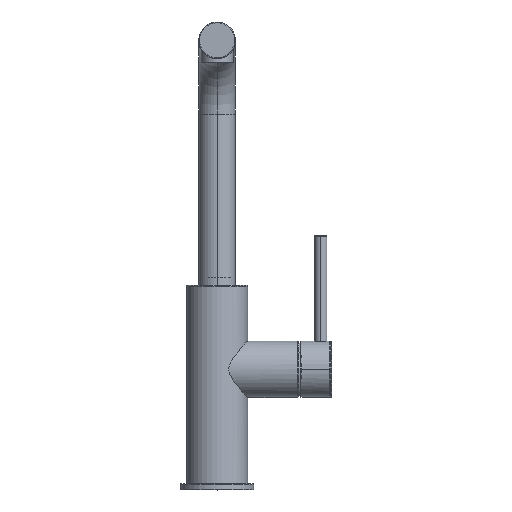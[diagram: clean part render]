
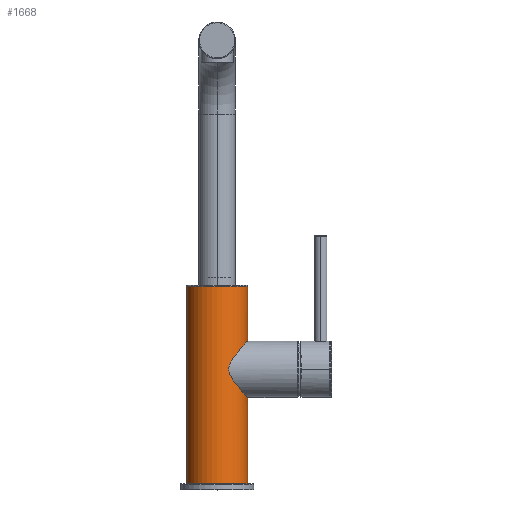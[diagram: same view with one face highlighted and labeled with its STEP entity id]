
A CAD part, top view. The second image highlights one B-rep face of the part: STEP entity #1668.
In plain terms, the highlighted cylindrical face has radius 20 mm (diameter 40 mm), a partial arc.
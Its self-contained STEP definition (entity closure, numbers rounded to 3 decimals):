
#1668=ADVANCED_FACE('',(#2700,#2701),#2702,.T.);
#2700=FACE_OUTER_BOUND('',#4578,.T.);
#2701=FACE_BOUND('',#4579,.T.);
#2702=CYLINDRICAL_SURFACE('',#4580,20.0);
#4578=EDGE_LOOP('',(#8013,#8014,#8015,#8016,#8017,#8018));
#4579=EDGE_LOOP('',(#8019,#8020));
#4580=AXIS2_PLACEMENT_3D('',#8021,#8022,#8023);
#8013=ORIENTED_EDGE('',*,*,#9778,.F.);
#8014=ORIENTED_EDGE('',*,*,#9779,.F.);
#8015=ORIENTED_EDGE('',*,*,#9780,.T.);
#8016=ORIENTED_EDGE('',*,*,#9781,.T.);
#8017=ORIENTED_EDGE('',*,*,#9782,.F.);
#8018=ORIENTED_EDGE('',*,*,#9783,.T.);
#8019=ORIENTED_EDGE('',*,*,#9784,.F.);
#8020=ORIENTED_EDGE('',*,*,#9777,.F.);
#8021=CARTESIAN_POINT('',(0.0,136.5,0.0));
#8022=DIRECTION('',(0.0,1.0,-0.0));
#8023=DIRECTION('',(-1.0,0.0,0.0));
#9777=EDGE_CURVE('',#11706,#11704,#11708,.T.);
#9778=EDGE_CURVE('',#11709,#11710,#11711,.T.);
#9779=EDGE_CURVE('',#11712,#11709,#11713,.T.);
#9780=EDGE_CURVE('',#11712,#11714,#11715,.T.);
#9781=EDGE_CURVE('',#11714,#11716,#11717,.T.);
#9782=EDGE_CURVE('',#11718,#11716,#11719,.T.);
#9783=EDGE_CURVE('',#11718,#11710,#11720,.T.);
#9784=EDGE_CURVE('',#11704,#11706,#11721,.T.);
#11704=VERTEX_POINT('',#15508);
#11706=VERTEX_POINT('',#15511);
#11708=B_SPLINE_CURVE_WITH_KNOTS('',3,(#15514,#15515,#15516,#15517,#15518,#15519,#15520,#15521,#15522,#15523,#15524,#15525,#15526,#15527,#15528,#15529,#15530,#15531,#15532,#15533,#15534,#15535,#15536),.UNSPECIFIED.,.F.,.F.,(4,1,1,1,1,1,1,1,1,1,1,1,1,1,1,1,1,1,1,1,4),(0.0,0.05,0.1,0.15,0.2,0.25,0.3,0.35,0.4,0.45,0.5,0.55,0.6,0.65,0.7,0.75,0.8,0.85,0.9,0.95,1.0),.UNSPECIFIED.);
#11709=VERTEX_POINT('',#15537);
#11710=VERTEX_POINT('',#15538);
#11711=CIRCLE('',#15539,20.0);
#11712=VERTEX_POINT('',#15540);
#11713=LINE('',#15541,#15542);
#11714=VERTEX_POINT('',#15543);
#11715=CIRCLE('',#15544,20.0);
#11716=VERTEX_POINT('',#15545);
#11717=LINE('',#15546,#15547);
#11718=VERTEX_POINT('',#15548);
#11719=B_SPLINE_CURVE_WITH_KNOTS('',3,(#15549,#15550,#15551,#15552,#15553,#15554,#15555,#15556,#15557,#15558,#15559,#15560,#15561,#15562,#15563,#15564,#15565,#15566,#15567,#15568,#15569,#15570,#15571,#15572,#15573,#15574,#15575,#15576),.UNSPECIFIED.,.F.,.F.,(4,1,1,1,1,1,1,1,1,1,1,1,1,1,1,1,1,1,1,1,1,1,1,1,1,4),(0.0,0.04,0.08,0.12,0.16,0.2,0.24,0.28,0.32,0.36,0.4,0.44,0.48,0.52,0.56,0.6,0.64,0.68,0.72,0.76,0.8,0.84,0.88,0.92,0.96,1.0),.UNSPECIFIED.);
#11720=LINE('',#15577,#15578);
#11721=B_SPLINE_CURVE_WITH_KNOTS('',3,(#15579,#15580,#15581,#15582,#15583,#15584,#15585,#15586,#15587,#15588,#15589,#15590,#15591,#15592,#15593,#15594,#15595,#15596,#15597,#15598,#15599,#15600),.UNSPECIFIED.,.F.,.F.,(4,1,1,1,1,1,1,1,1,1,1,1,1,1,1,1,1,1,1,4),(0.0,0.053,0.105,0.158,0.211,0.263,0.316,0.368,0.421,0.474,0.526,0.579,0.632,0.684,0.737,0.789,0.842,0.895,0.947,1.0),.UNSPECIFIED.);
#15508=CARTESIAN_POINT('',(20.0,60.0,0.0));
#15511=CARTESIAN_POINT('',(20.0,90.0,0.));
#15514=CARTESIAN_POINT('',(20.0,90.0,0.));
#15515=CARTESIAN_POINT('',(20.0,90.0,0.767));
#15516=CARTESIAN_POINT('',(19.912,89.883,2.328));
#15517=CARTESIAN_POINT('',(19.486,89.31,4.716));
#15518=CARTESIAN_POINT('',(18.785,88.346,7.));
#15519=CARTESIAN_POINT('',(17.837,86.982,9.138));
#15520=CARTESIAN_POINT('',(16.78,85.352,10.939));
#15521=CARTESIAN_POINT('',(15.718,83.54,12.406));
#15522=CARTESIAN_POINT('',(14.691,81.481,13.595));
#15523=CARTESIAN_POINT('',(13.877,79.356,14.412));
#15524=CARTESIAN_POINT('',(13.348,77.175,14.896));
#15525=CARTESIAN_POINT('',(13.169,75.004,15.052));
#15526=CARTESIAN_POINT('',(13.346,72.84,14.898));
#15527=CARTESIAN_POINT('',(13.871,70.662,14.418));
#15528=CARTESIAN_POINT('',(14.691,68.517,13.596));
#15529=CARTESIAN_POINT('',(15.728,66.443,12.392));
#15530=CARTESIAN_POINT('',(16.762,64.678,10.969));
#15531=CARTESIAN_POINT('',(17.857,62.987,9.103));
#15532=CARTESIAN_POINT('',(18.787,61.653,6.991));
#15533=CARTESIAN_POINT('',(19.484,60.693,4.725));
#15534=CARTESIAN_POINT('',(19.912,60.117,2.332));
#15535=CARTESIAN_POINT('',(20.0,60.0,0.769));
#15536=CARTESIAN_POINT('',(20.0,60.0,0.0));
#15537=CARTESIAN_POINT('',(-20.0,129.5,0.0));
#15538=CARTESIAN_POINT('',(20.0,129.5,0.0));
#15539=AXIS2_PLACEMENT_3D('',#18096,#18097,#18098);
#15540=CARTESIAN_POINT('',(-20.0,0.2,0.0));
#15541=CARTESIAN_POINT('',(-20.0,0.2,0.));
#15542=VECTOR('',#18099,129.3);
#15543=CARTESIAN_POINT('',(20.0,0.2,0.0));
#15544=AXIS2_PLACEMENT_3D('',#18100,#18101,#18102);
#15545=CARTESIAN_POINT('',(20.0,56.5,0.0));
#15546=CARTESIAN_POINT('',(20.0,0.2,0.));
#15547=VECTOR('',#18103,56.3);
#15548=CARTESIAN_POINT('',(20.0,93.5,0.));
#15549=CARTESIAN_POINT('',(20.0,93.5,0.));
#15550=CARTESIAN_POINT('',(20.0,93.502,-0.884));
#15551=CARTESIAN_POINT('',(19.885,93.375,-2.663));
#15552=CARTESIAN_POINT('',(19.327,92.771,-5.382));
#15553=CARTESIAN_POINT('',(18.436,91.799,-7.901));
#15554=CARTESIAN_POINT('',(17.247,90.486,-10.233));
#15555=CARTESIAN_POINT('',(15.84,88.907,-12.295));
#15556=CARTESIAN_POINT('',(14.197,87.007,-14.155));
#15557=CARTESIAN_POINT('',(12.532,84.989,-15.632));
#15558=CARTESIAN_POINT('',(10.998,82.989,-16.733));
#15559=CARTESIAN_POINT('',(9.688,81.067,-17.514));
#15560=CARTESIAN_POINT('',(8.66,79.249,-18.037));
#15561=CARTESIAN_POINT('',(7.936,77.479,-18.361));
#15562=CARTESIAN_POINT('',(7.576,75.772,-18.51));
#15563=CARTESIAN_POINT('',(7.592,74.087,-18.503));
#15564=CARTESIAN_POINT('',(7.982,72.379,-18.341));
#15565=CARTESIAN_POINT('',(8.73,70.612,-18.003));
#15566=CARTESIAN_POINT('',(9.769,68.805,-17.469));
#15567=CARTESIAN_POINT('',(11.083,66.896,-16.677));
#15568=CARTESIAN_POINT('',(12.601,64.924,-15.575));
#15569=CARTESIAN_POINT('',(14.237,62.946,-14.111));
#15570=CARTESIAN_POINT('',(15.845,61.088,-12.286));
#15571=CARTESIAN_POINT('',(17.249,59.511,-10.229));
#15572=CARTESIAN_POINT('',(18.437,58.2,-7.899));
#15573=CARTESIAN_POINT('',(19.327,57.228,-5.381));
#15574=CARTESIAN_POINT('',(19.885,56.625,-2.663));
#15575=CARTESIAN_POINT('',(20.0,56.498,-0.884));
#15576=CARTESIAN_POINT('',(20.0,56.5,0.0));
#15577=CARTESIAN_POINT('',(20.0,93.5,0.));
#15578=VECTOR('',#18104,36.0);
#15579=CARTESIAN_POINT('',(20.0,60.0,0.0));
#15580=CARTESIAN_POINT('',(20.0,60.0,-0.769));
#15581=CARTESIAN_POINT('',(19.912,60.117,-2.334));
#15582=CARTESIAN_POINT('',(19.483,60.693,-4.728));
#15583=CARTESIAN_POINT('',(18.777,61.665,-7.023));
#15584=CARTESIAN_POINT('',(17.798,63.073,-9.231));
#15585=CARTESIAN_POINT('',(16.563,64.985,-11.288));
#15586=CARTESIAN_POINT('',(15.28,67.266,-12.947));
#15587=CARTESIAN_POINT('',(14.251,69.565,-14.05));
#15588=CARTESIAN_POINT('',(13.557,71.789,-14.709));
#15589=CARTESIAN_POINT('',(13.214,73.953,-15.013));
#15590=CARTESIAN_POINT('',(13.214,76.048,-15.013));
#15591=CARTESIAN_POINT('',(13.557,78.212,-14.709));
#15592=CARTESIAN_POINT('',(14.251,80.437,-14.05));
#15593=CARTESIAN_POINT('',(15.284,82.741,-12.942));
#15594=CARTESIAN_POINT('',(16.562,85.012,-11.29));
#15595=CARTESIAN_POINT('',(17.799,86.929,-9.229));
#15596=CARTESIAN_POINT('',(18.777,88.334,-7.023));
#15597=CARTESIAN_POINT('',(19.483,89.307,-4.729));
#15598=CARTESIAN_POINT('',(19.912,89.883,-2.334));
#15599=CARTESIAN_POINT('',(20.0,90.0,-0.769));
#15600=CARTESIAN_POINT('',(20.0,90.0,0.));
#18096=CARTESIAN_POINT('',(0.0,129.5,0.0));
#18097=DIRECTION('',(0.0,1.0,0.0));
#18098=DIRECTION('',(-1.0,0.0,0.0));
#18099=DIRECTION('',(0.0,1.0,0.));
#18100=CARTESIAN_POINT('',(0.,0.2,0.0));
#18101=DIRECTION('',(0.0,1.0,0.0));
#18102=DIRECTION('',(-1.0,0.0,0.0));
#18103=DIRECTION('',(0.0,1.0,0.));
#18104=DIRECTION('',(0.0,1.0,0.));
